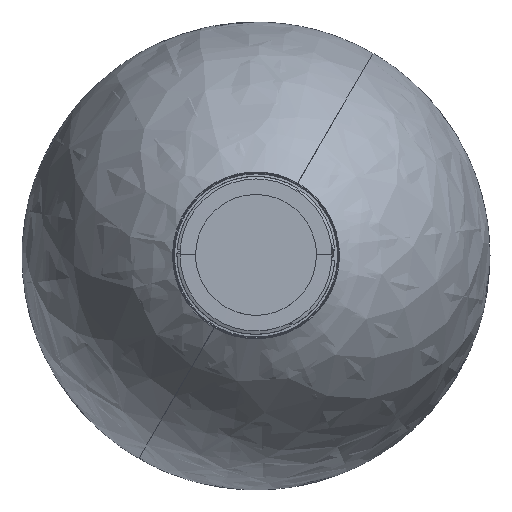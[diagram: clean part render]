
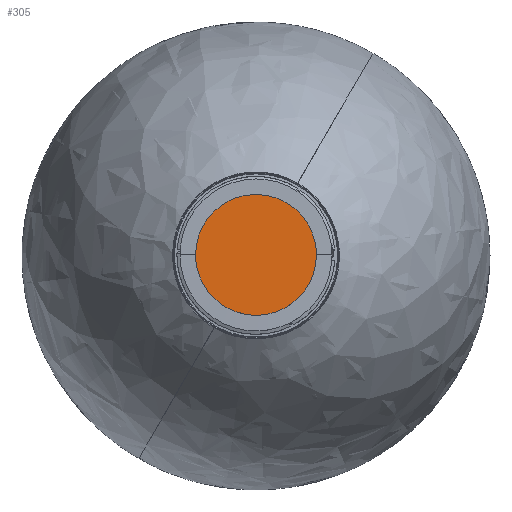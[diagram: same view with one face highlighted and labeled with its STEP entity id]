
A CAD part, top view. The second image highlights one B-rep face of the part: STEP entity #305.
In plain terms, the highlighted planar face has unit normal (0, 0, -1).
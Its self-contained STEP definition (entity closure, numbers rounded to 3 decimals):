
#61=PLANE($,#2934);
#305=ADVANCED_FACE($,(#466),#61,.T.);
#466=FACE_OUTER_BOUND($,#628,.T.);
#628=EDGE_LOOP($,(#1509,#1510));
#1509=ORIENTED_EDGE($,*,*,#1981,.T.);
#1510=ORIENTED_EDGE($,*,*,#1994,.T.);
#1981=EDGE_CURVE($,#2295,#2302,#2892,.T.);
#1994=EDGE_CURVE($,#2302,#2295,#2899,.T.);
#2295=VERTEX_POINT($,#9667);
#2302=VERTEX_POINT($,#9674);
#2892=(
BOUNDED_CURVE()
B_SPLINE_CURVE(2,(#9472,#9473,#9474,#9475,#9476),.UNSPECIFIED.,.F.,.F.)
B_SPLINE_CURVE_WITH_KNOTS((3,2,3),(0.,1.571,3.142),
.UNSPECIFIED.)
CURVE()
GEOMETRIC_REPRESENTATION_ITEM()
RATIONAL_B_SPLINE_CURVE((1.,0.707,1.,0.707,1.))
REPRESENTATION_ITEM($)
);
#2899=(
BOUNDED_CURVE()
B_SPLINE_CURVE(2,(#9527,#9528,#9529,#9530,#9531),.UNSPECIFIED.,.F.,.F.)
B_SPLINE_CURVE_WITH_KNOTS((3,2,3),(3.142,4.712,6.283),
.UNSPECIFIED.)
CURVE()
GEOMETRIC_REPRESENTATION_ITEM()
RATIONAL_B_SPLINE_CURVE((1.,0.707,1.,0.707,1.))
REPRESENTATION_ITEM($)
);
#2934=AXIS2_PLACEMENT_3D($,#9546,#2948,$);
#2948=DIRECTION($,(0.,0.,-1.));
#9472=CARTESIAN_POINT($,(-71.191,-194.871,537.974));
#9473=CARTESIAN_POINT($,(-71.191,-123.377,537.974));
#9474=CARTESIAN_POINT($,(0.303,-123.377,537.974));
#9475=CARTESIAN_POINT($,(71.797,-123.377,537.974));
#9476=CARTESIAN_POINT($,(71.797,-194.871,537.974));
#9527=CARTESIAN_POINT($,(71.797,-194.871,537.974));
#9528=CARTESIAN_POINT($,(71.797,-266.365,537.974));
#9529=CARTESIAN_POINT($,(0.303,-266.365,537.974));
#9530=CARTESIAN_POINT($,(-71.191,-266.365,537.974));
#9531=CARTESIAN_POINT($,(-71.191,-194.871,537.974));
#9546=CARTESIAN_POINT($,(-71.191,-123.377,537.974));
#9667=CARTESIAN_POINT($,(-71.191,-194.871,537.974));
#9674=CARTESIAN_POINT($,(71.797,-194.871,537.974));
